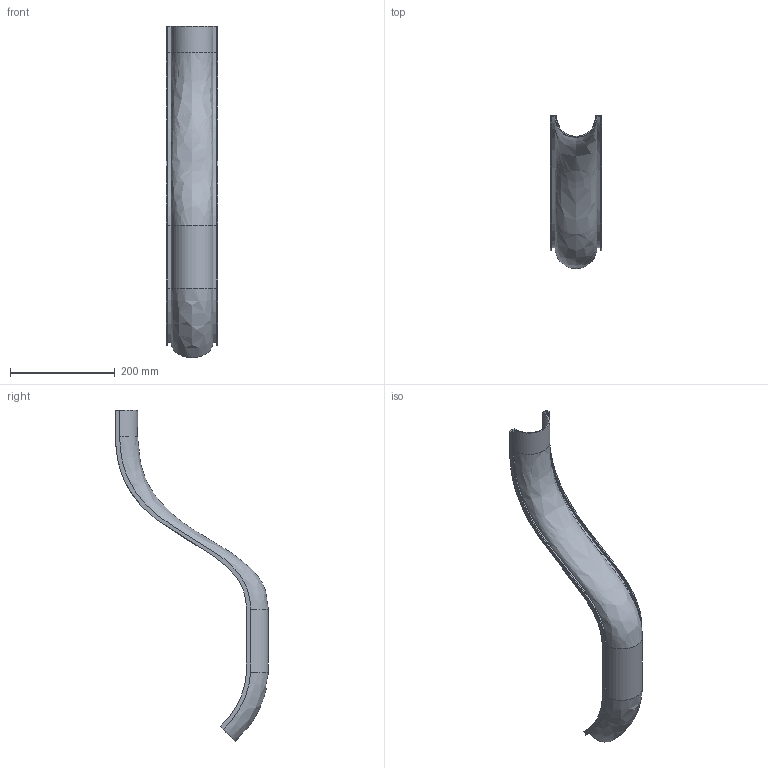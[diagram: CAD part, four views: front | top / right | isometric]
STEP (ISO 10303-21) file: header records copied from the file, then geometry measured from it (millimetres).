
FILE_DESCRIPTION (( 'STEP AP203' ), '1' );
FILE_NAME ('Slide_Default_sldprt.STEP', '2021-06-21T10:53:56', ( '' ), ( '' ), 'SwSTEP 2.0', 'SolidWorks 2018', '' );
FILE_SCHEMA (( 'CONFIG_CONTROL_DESIGN' ));
Length unit declared in the file: millimetre
Products named in the file (1): Slide_Default_sldprt
Bounding box: 99 x 292 x 632.89 mm (x, y, z)
Volume: 221462.2 mm3; surface area: 224902.8 mm2
Topology: 1 solids, 1 shells, 44 faces, 110 edges, 68 vertices
Faces by surface type: plane 18, cylinder 14, bspline 12
Entity records: 3688 total; most frequent: CARTESIAN_POINT 2615, ORIENTED_EDGE 220, DIRECTION 186, EDGE_CURVE 110, VERTEX_POINT 68, VECTOR 66, LINE 66, AXIS2_PLACEMENT_3D 60
